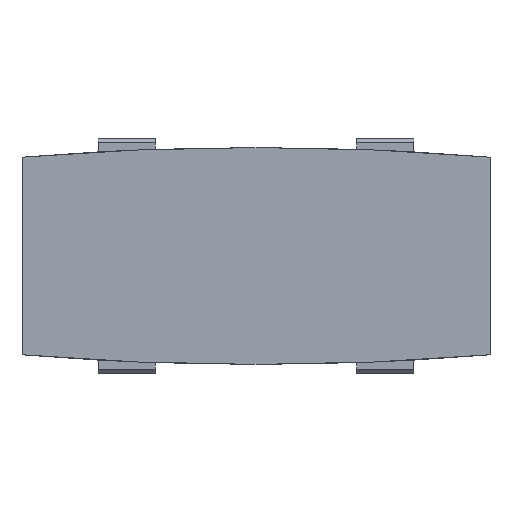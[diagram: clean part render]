
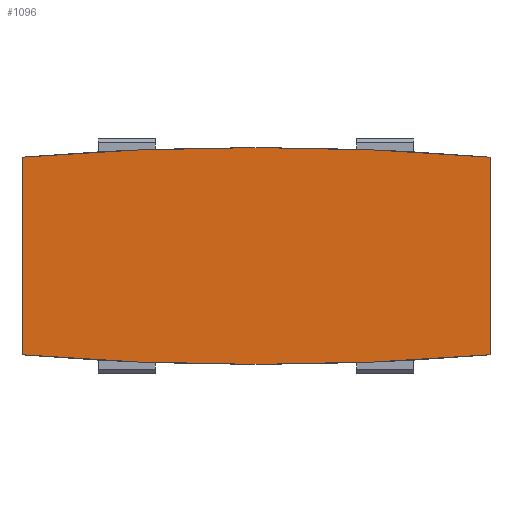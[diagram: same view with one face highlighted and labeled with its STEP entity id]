
A CAD part, top view. The second image highlights one B-rep face of the part: STEP entity #1096.
In plain terms, the highlighted planar face has unit normal (0, 0, 1).
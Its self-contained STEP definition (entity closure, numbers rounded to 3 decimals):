
#964=AXIS2_PLACEMENT_3D('Circle Axis2P3D',#962,#963,$) ;
#1023=AXIS2_PLACEMENT_3D('Circle Axis2P3D',#1021,#1022,$) ;
#1078=AXIS2_PLACEMENT_3D('Plane Axis2P3D',#1075,#1076,#1077) ;
#962=CARTESIAN_POINT('Axis2P3D Location',(0.,-144.3,1.4)) ;
#966=CARTESIAN_POINT('Vertex',(-12.3,5.195,1.4)) ;
#968=CARTESIAN_POINT('Vertex',(12.3,5.195,1.4)) ;
#1021=CARTESIAN_POINT('Axis2P3D Location',(0.,144.3,1.4)) ;
#1025=CARTESIAN_POINT('Vertex',(12.3,-5.195,1.4)) ;
#1027=CARTESIAN_POINT('Vertex',(-12.3,-5.195,1.4)) ;
#1075=CARTESIAN_POINT('Axis2P3D Location',(0.,0.,1.4)) ;
#1080=CARTESIAN_POINT('Line Origine',(12.3,0.,1.4)) ;
#1085=CARTESIAN_POINT('Line Origine',(-12.3,0.,1.4)) ;
#963=DIRECTION('Axis2P3D Direction',(0.,0.,-1.)) ;
#1022=DIRECTION('Axis2P3D Direction',(0.,0.,-1.)) ;
#1076=DIRECTION('Axis2P3D Direction',(0.,0.,-1.)) ;
#1077=DIRECTION('Axis2P3D XDirection',(-1.,0.,0.)) ;
#1081=DIRECTION('Vector Direction',(0.,-1.,0.)) ;
#1086=DIRECTION('Vector Direction',(0.,1.,0.)) ;
#1082=VECTOR('Line Direction',#1081,1.) ;
#1087=VECTOR('Line Direction',#1086,1.) ;
#1091=ORIENTED_EDGE('',*,*,#1084,.F.) ;
#1092=ORIENTED_EDGE('',*,*,#970,.F.) ;
#1093=ORIENTED_EDGE('',*,*,#1089,.F.) ;
#1094=ORIENTED_EDGE('',*,*,#1029,.F.) ;
#1096=ADVANCED_FACE('Corps principal ( *SOL135 - wsp *MASTER -  )',(#1095),#1079,.F.) ;
#965=CIRCLE('generated circle',#964,150.) ;
#1024=CIRCLE('generated circle',#1023,150.) ;
#970=EDGE_CURVE('',#967,#969,#965,.T.) ;
#1029=EDGE_CURVE('',#1026,#1028,#1024,.T.) ;
#1084=EDGE_CURVE('',#969,#1026,#1083,.T.) ;
#1089=EDGE_CURVE('',#1028,#967,#1088,.T.) ;
#1090=EDGE_LOOP('',(#1091,#1092,#1093,#1094)) ;
#1095=FACE_OUTER_BOUND('',#1090,.T.) ;
#1083=LINE('Line',#1080,#1082) ;
#1088=LINE('Line',#1085,#1087) ;
#1079=PLANE('',#1078) ;
#967=VERTEX_POINT('',#966) ;
#969=VERTEX_POINT('',#968) ;
#1026=VERTEX_POINT('',#1025) ;
#1028=VERTEX_POINT('',#1027) ;
